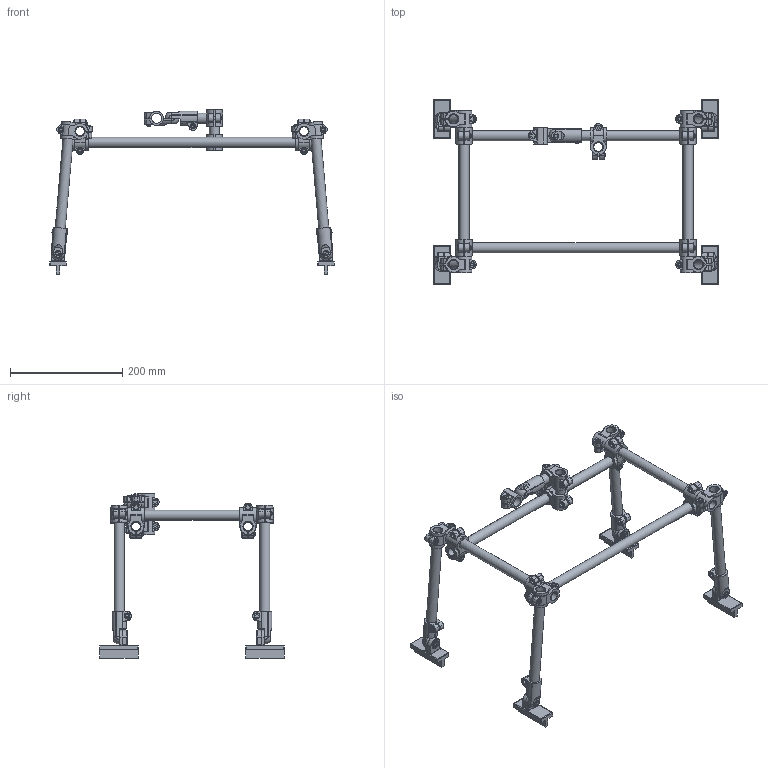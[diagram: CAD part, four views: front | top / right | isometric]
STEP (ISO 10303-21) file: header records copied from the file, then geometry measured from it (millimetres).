
FILE_DESCRIPTION(/* description */ (''),/* implementation_level */ '2;1');
FILE_NAME(/* name */ 'MRI Mount v11.step',/* time_stamp */ '2021-01-18T19:04:35+01:00',/* author */ (''),/* organization */ (''),/* preprocessor_version */ 'ST-DEVELOPER v18.1',/* originating_system */ 'Autodesk Translation Framework v9.7.0.1280',/* authorisation */ '');
FILE_SCHEMA (('AUTOMOTIVE_DESIGN { 1 0 10303 214 3 1 1 }'));
Length unit declared in the file: millimetre
Products named in the file (24): MRI Mount; MOunt; Crossbar 1; Crossbar 2; Crossbar 3; Crossbar 4; Leg 1; Leg 2; K0488.18; K0488.18_1; K0488.18_2; K0488.18_3; _K0488; _K1148; _K0869; Leg 3; Leg 4; MRI Table Mount; Mounting Bar; K0488.18_4; _K0488_1; _K0486; K0472.1818; Mounting Bar 2
Assembly tree (44 placements, depth 4):
  MRI Mount
    MOunt
      K0472.1818  x10
      Crossbar 1
      Crossbar 2
      Crossbar 3
      Crossbar 4
      Leg 1
      Leg 2
      K0488.18
        _K0488
        _K1148
        _K0869
      K0488.18_1
        _K0488
        _K1148
        _K0869
      K0488.18_2
        _K0488
        _K1148
        _K0869
      K0488.18_3
        _K0488
        _K1148
        _K0869
      MRI Table Mount  x4
      Leg 3
      Leg 4
      Mounting Bar
      K0488.18_4
        _K0488_1
        _K0486
      Mounting Bar 2
Bounding box: 508.2 x 330 x 293.21 mm (x, y, z)
Volume: 583855.1 mm3; surface area: 483289.3 mm2
Topology: 38 solids, 134 shells, 3245 faces, 7460 edges, 4651 vertices
Faces by surface type: plane 1961, cylinder 724, cone 394, torus 128, sphere 30, bspline 8
Full cylindrical faces by diameter (mm): 4.917 x4, 6 x56, 6.1 x6, 6.2 x4, 6.4 x52, 9.6 x30, 9.9 x26, 10 x4, 14.2 x6, 15 x4, 16 x10, 18 x9, 19.8 x6
Entity records: 21698 total; most frequent: CARTESIAN_POINT 4041, DIRECTION 3783, ORIENTED_EDGE 3358, EDGE_CURVE 1679, AXIS2_PLACEMENT_3D 1442, VERTEX_POINT 1051, LINE 899, VECTOR 899
